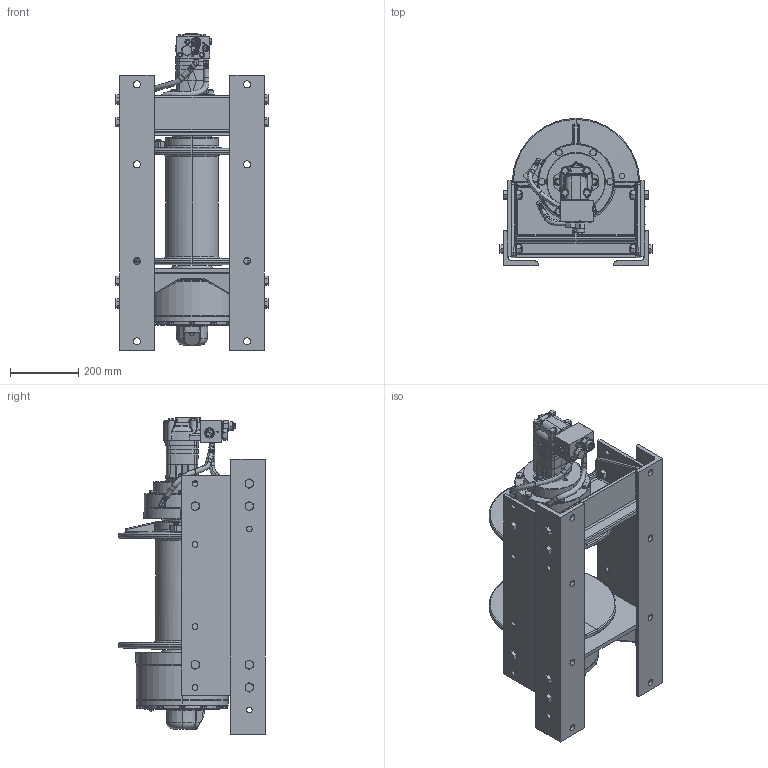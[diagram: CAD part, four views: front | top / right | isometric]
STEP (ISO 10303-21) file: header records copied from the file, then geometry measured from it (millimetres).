
FILE_DESCRIPTION((''),'2;1');
FILE_NAME('TWG-TEMP','2020-10-18T23:24:58',('Administrator'),(''),'CREO PARAMETRIC BY PTC INC, 2019292','CREO PARAMETRIC BY PTC INC, 2019292','');
FILE_SCHEMA(('AUTOMOTIVE_DESIGN { 1 0 10303 214 1 1 1 1 }'));
Products named in the file (1): TWG-TEMP
Bounding box: 449.99 x 431.01 x 928.67 mm (x, y, z)
Volume: 20632.9 mm3; surface area: 3125214.6 mm2
Topology: 2 solids, 223 shells, 2464 faces, 8404 edges, 6004 vertices
Faces by surface type: plane 919, cylinder 645, torus 389, cone 298, bspline 172, sphere 41
Entity records: 135198 total; most frequent: CARTESIAN_POINT 50727, ORIENTED_EDGE 13221, DIRECTION 12524, EDGE_CURVE 8315, VERTEX_POINT 6005, AXIS2_PLACEMENT_3D 4523, VECTOR 3475, LINE 3475
